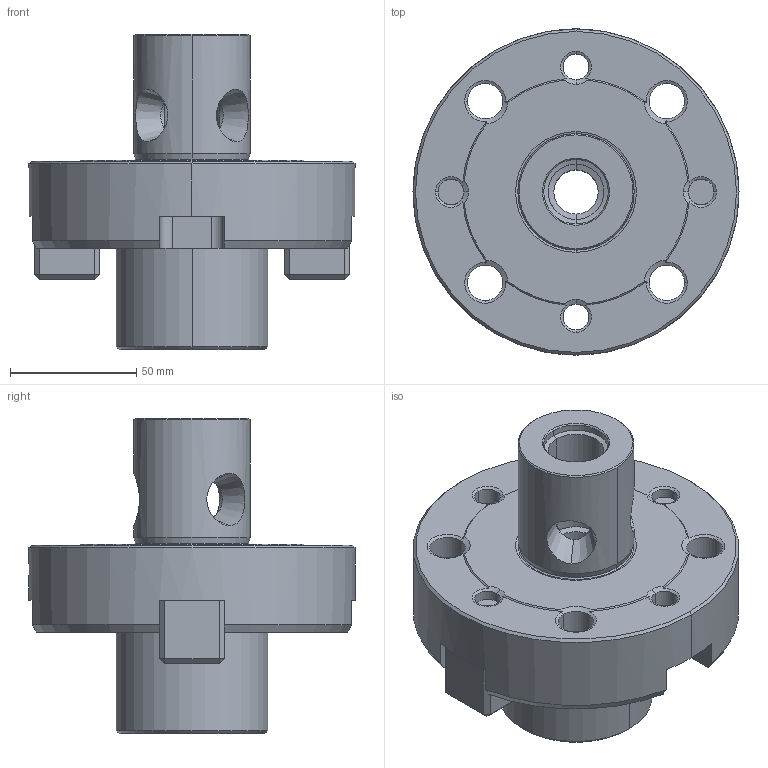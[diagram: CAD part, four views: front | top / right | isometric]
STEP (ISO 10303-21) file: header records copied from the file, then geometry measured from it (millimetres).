
FILE_DESCRIPTION(('no description'),'unknown implementation level');
FILE_NAME('62A8CC81-6A0A-40DC-8E25-55ABEC36AE2C_export.stp',' ',('CIMSOURCE GmbH'),('CADClick - KiM GmbH - www.kimweb.de'),'unknown preprocess','ACIS','unknown authorization');
FILE_SCHEMA(('automotive_design'));
Length unit declared in the file: millimetre
Products named in the file (5): 328.217N Kaiser Messerkopfaufnahme CKN7xF60|691.637 Kaiser Mitnehmerstein F60;Fase1; 328.217N Kaiser Messerkopfaufnahme CKN7xF60|690.172 Kaiser ETL M12 X 30A_DIN 912 M12 x 20 --- 20C;Hex; 328.217N Kaiser Messerkopfaufnahme CKN7xF60|328.217N Kaiser Messerkopfaufnahme CKN7xF60;<BMG Kaiser N147.22 CKN7 Zapfen>-<Kreismuster3>
Bounding box: 129 x 129 x 124.7 mm (x, y, z)
Volume: 561387.1 mm3; surface area: 87658.5 mm2
Topology: 5 solids, 5 shells, 255 faces, 631 edges, 377 vertices
Faces by surface type: plane 91, cone 80, cylinder 72, torus 12
Entity records: 15401 total; most frequent: CARTESIAN_POINT 2131, DIRECTION 1333, STYLED_ITEM 1262, PRESENTATION_STYLE_ASSIGNMENT 1262, COLOUR_RGB 1262, ORIENTED_EDGE 1250, EDGE_CURVE 625, CURVE_STYLE 625
